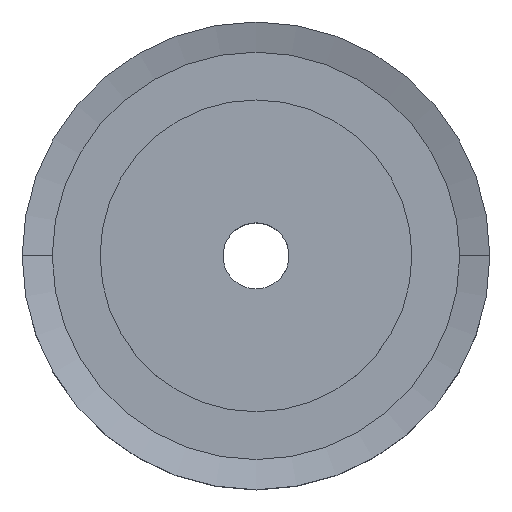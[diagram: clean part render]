
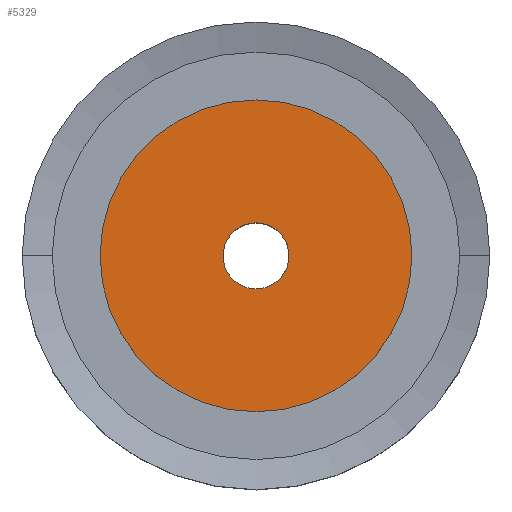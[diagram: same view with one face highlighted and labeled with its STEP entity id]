
A CAD part, top view. The second image highlights one B-rep face of the part: STEP entity #5329.
In plain terms, the highlighted planar face has unit normal (0, 0, 1).
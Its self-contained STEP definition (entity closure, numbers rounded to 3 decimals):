
#68 = EDGE_LOOP ( 'NONE', ( #5766, #5399 ) ) ;
#764 = VERTEX_POINT ( 'NONE', #3254 ) ;
#1132 = AXIS2_PLACEMENT_3D ( 'NONE', #7679, #3395, #6792 ) ;
#1263 = AXIS2_PLACEMENT_3D ( 'NONE', #1296, #2765, #2062 ) ;
#1296 = CARTESIAN_POINT ( 'NONE',  ( -1.645, 16.845, 16. ) ) ;
#1538 = VERTEX_POINT ( 'NONE', #5187 ) ;
#1545 = AXIS2_PLACEMENT_3D ( 'NONE', #2419, #2379, #5358 ) ;
#1553 = CIRCLE ( 'NONE', #3221, 15. ) ;
#1971 = CARTESIAN_POINT ( 'NONE',  ( 0., 0., 16. ) ) ;
#1995 = CIRCLE ( 'NONE', #1545, 3.175 ) ;
#2001 = FACE_BOUND ( 'NONE', #68, .T. ) ;
#2062 = DIRECTION ( 'NONE',  ( 1., 0., 0. ) ) ;
#2220 = CIRCLE ( 'NONE', #1132, 3.175 ) ;
#2273 = ORIENTED_EDGE ( 'NONE', *, *, #3714, .T. ) ;
#2379 = DIRECTION ( 'NONE',  ( 0., 0., -1. ) ) ;
#2419 = CARTESIAN_POINT ( 'NONE',  ( 0., 0., 16. ) ) ;
#2740 = VERTEX_POINT ( 'NONE', #5188 ) ;
#2765 = DIRECTION ( 'NONE',  ( 0., 0., 1. ) ) ;
#3188 = EDGE_CURVE ( 'NONE', #1538, #2740, #1995, .T. ) ;
#3221 = AXIS2_PLACEMENT_3D ( 'NONE', #1971, #6983, #8601 ) ;
#3254 = CARTESIAN_POINT ( 'NONE',  ( -15., 0., 16. ) ) ;
#3395 = DIRECTION ( 'NONE',  ( 0., 0., -1. ) ) ;
#3527 = CARTESIAN_POINT ( 'NONE',  ( 0., 0., 16. ) ) ;
#3699 = CIRCLE ( 'NONE', #4930, 15. ) ;
#3714 = EDGE_CURVE ( 'NONE', #9415, #764, #1553, .T. ) ;
#4930 = AXIS2_PLACEMENT_3D ( 'NONE', #3527, #8820, #5847 ) ;
#4951 = PLANE ( 'NONE',  #1263 ) ;
#5110 = EDGE_LOOP ( 'NONE', ( #2273, #8203 ) ) ;
#5168 = CARTESIAN_POINT ( 'NONE',  ( 15., 0., 16. ) ) ;
#5187 = CARTESIAN_POINT ( 'NONE',  ( -3.175, 0., 16. ) ) ;
#5188 = CARTESIAN_POINT ( 'NONE',  ( 3.175, 0., 16. ) ) ;
#5329 = ADVANCED_FACE ( 'NONE', ( #2001, #7817 ), #4951, .T. ) ;
#5358 = DIRECTION ( 'NONE',  ( -1., 0., 0. ) ) ;
#5399 = ORIENTED_EDGE ( 'NONE', *, *, #7452, .T. ) ;
#5766 = ORIENTED_EDGE ( 'NONE', *, *, #3188, .T. ) ;
#5847 = DIRECTION ( 'NONE',  ( 1., 0., 0. ) ) ;
#6792 = DIRECTION ( 'NONE',  ( -1., 0., 0. ) ) ;
#6983 = DIRECTION ( 'NONE',  ( 0., 0., 1. ) ) ;
#7452 = EDGE_CURVE ( 'NONE', #2740, #1538, #2220, .T. ) ;
#7679 = CARTESIAN_POINT ( 'NONE',  ( 0., 0., 16. ) ) ;
#7817 = FACE_OUTER_BOUND ( 'NONE', #5110, .T. ) ;
#7986 = EDGE_CURVE ( 'NONE', #764, #9415, #3699, .T. ) ;
#8203 = ORIENTED_EDGE ( 'NONE', *, *, #7986, .T. ) ;
#8601 = DIRECTION ( 'NONE',  ( 1., 0., 0. ) ) ;
#8820 = DIRECTION ( 'NONE',  ( 0., 0., 1. ) ) ;
#9415 = VERTEX_POINT ( 'NONE', #5168 ) ;
